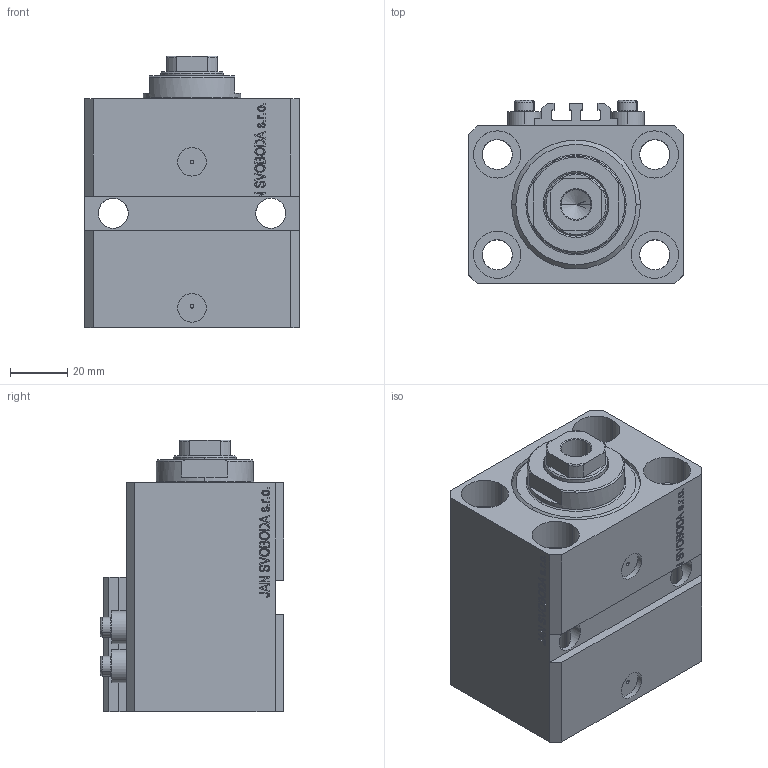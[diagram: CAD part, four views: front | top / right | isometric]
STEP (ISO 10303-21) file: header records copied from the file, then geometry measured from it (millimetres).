
FILE_DESCRIPTION (( 'STEP AP203' ), '1' );
FILE_NAME ('c376.STEP', '2022-04-09T14:58:42', ( '' ), ( '' ), 'SwSTEP 2.0', 'SolidWorks 2019', '' );
FILE_SCHEMA (( 'CONFIG_CONTROL_DESIGN' ));
Length unit declared in the file: millimetre
Products named in the file (5): V250CE_C_VCP d207c2f0af675e5a9cbc88bd3bb8567c; c376; ALLEN BOLT V250CE d207c2f0af675e5a9cbc88bd3bb8567c; V250CE_E_Body d207c2f0af675e5a9cbc88bd3bb8567c; V250CE_VC_E d207c2f0af675e5a9cbc88bd3bb8567c
Assembly tree (7 placements, depth 2):
  c376
    V250CE_E_Body d207c2f0af675e5a9cbc88bd3bb8567c
    ALLEN BOLT V250CE d207c2f0af675e5a9cbc88bd3bb8567c  x4
    V250CE_C_VCP d207c2f0af675e5a9cbc88bd3bb8567c
    V250CE_VC_E d207c2f0af675e5a9cbc88bd3bb8567c
Bounding box: 75 x 64 x 94.9 mm (x, y, z)
Volume: 283872.2 mm3; surface area: 77065.9 mm2
Topology: 8 solids, 8 shells, 1064 faces, 2666 edges, 1731 vertices
Faces by surface type: plane 514, bspline 354, cylinder 126, cone 56, torus 14
Entity records: 46858 total; most frequent: CARTESIAN_POINT 24706, ORIENTED_EDGE 5022, DIRECTION 3273, EDGE_CURVE 2511, VERTEX_POINT 1647, LINE 1521, VECTOR 1521, EDGE_LOOP 1120
